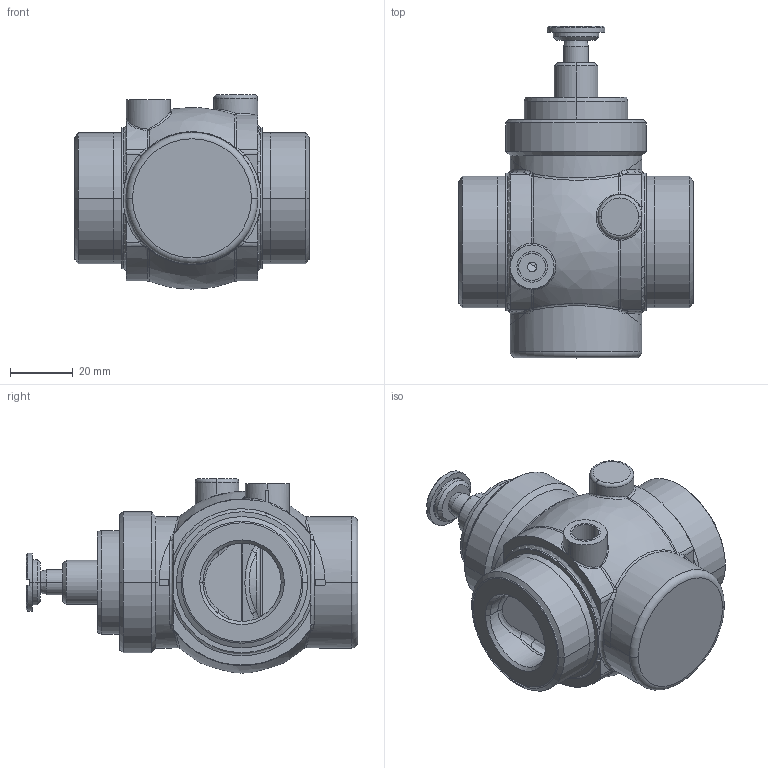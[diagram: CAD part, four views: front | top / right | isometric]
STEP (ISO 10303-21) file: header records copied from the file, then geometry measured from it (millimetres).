
FILE_DESCRIPTION((''),'2;1');
FILE_NAME('065B0776_ASM','2015-02-26T',('u317927'),('Danfoss'),'PRO/ENGINEER BY PARAMETRIC TECHNOLOGY CORPORATION, 2014000','PRO/ENGINEER BY PARAMETRIC TECHNOLOGY CORPORATION, 2014000','');
FILE_SCHEMA(('CONFIG_CONTROL_DESIGN'));
Length unit declared in the file: millimetre
Products named in the file (8): 8882826; 88828060_ASM; 8882845; 8880038_OLD; 88828370; 5184004; 88828160_ASM; 065B0776_ASM
Assembly tree (7 placements, depth 3):
  065B0776_ASM
    88828060_ASM
      8882826
    88828160_ASM
      8882845
      8880038_OLD
      88828370
      5184004
Bounding box: 75 x 105.95 x 62 mm (x, y, z)
Volume: 95477.3 mm3; surface area: 51609.7 mm2
Topology: 5 solids, 12 shells, 464 faces, 1051 edges, 627 vertices
Faces by surface type: cylinder 163, plane 90, bspline 87, cone 71, torus 43, sphere 10
Entity records: 17060 total; most frequent: CARTESIAN_POINT 6897, DIRECTION 2116, ORIENTED_EDGE 2066, EDGE_CURVE 1047, AXIS2_PLACEMENT_3D 903, VERTEX_POINT 627, EDGE_LOOP 512, CIRCLE 500
